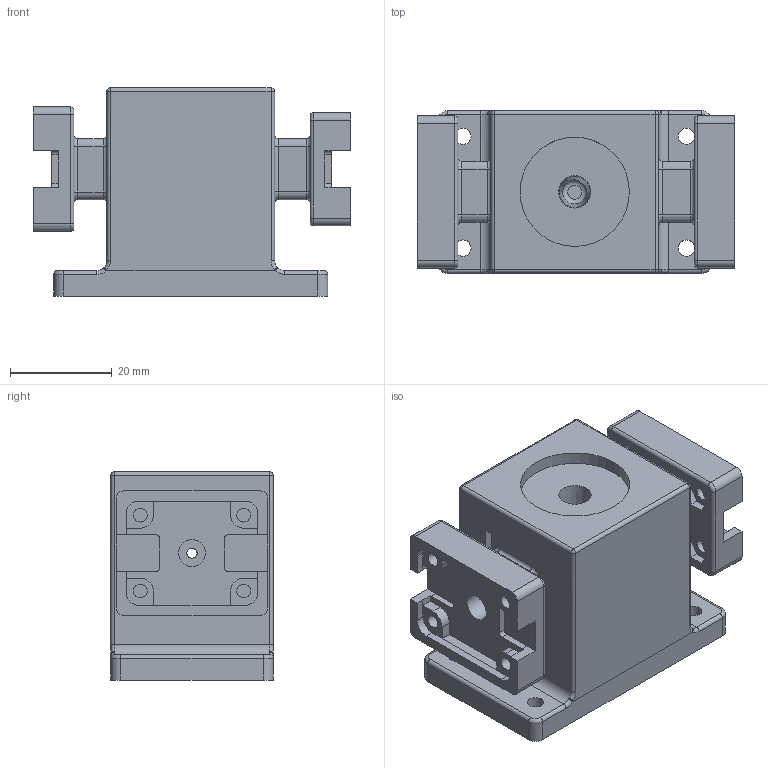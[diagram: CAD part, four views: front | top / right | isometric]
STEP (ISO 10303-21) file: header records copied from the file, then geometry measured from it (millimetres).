
FILE_DESCRIPTION(('FreeCAD Model'),'2;1');
FILE_NAME('Open CASCADE Shape Model','2024-10-06T13:27:47',('Author'),( ''),'Open CASCADE STEP processor 7.6','FreeCAD','Unknown');
FILE_SCHEMA(('AUTOMOTIVE_DESIGN { 1 0 10303 214 1 1 1 1 }'));
Length unit declared in the file: millimetre
Products named in the file (1): ThroughHoleLEDPocket
Bounding box: 62.5 x 32 x 41 mm (x, y, z)
Volume: 49982.2 mm3; surface area: 16778.2 mm2
Topology: 1 solids, 1 shells, 429 faces, 1106 edges, 698 vertices
Faces by surface type: plane 252, cylinder 129, torus 33, bspline 10, sphere 3, cone 2
Full cylindrical faces by diameter (mm): 2 x3, 2.7 x16, 3.2 x4, 4.755 x1, 5.3 x1, 21.5 x1
Entity records: 13628 total; most frequent: CARTESIAN_POINT 3016, ORIENTED_EDGE 2204, DIRECTION 2194, EDGE_CURVE 1102, LINE 770, VECTOR 770, AXIS2_PLACEMENT_3D 712, VERTEX_POINT 698
